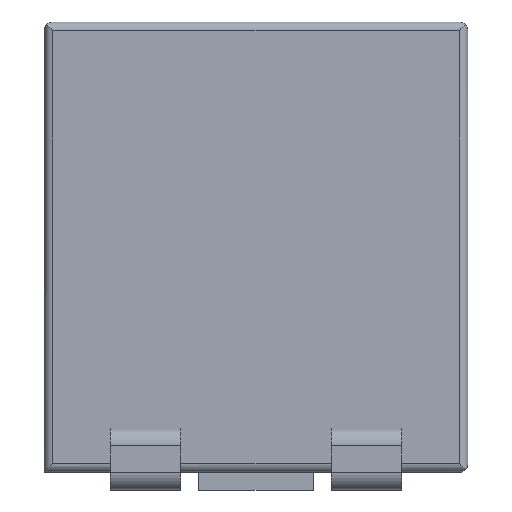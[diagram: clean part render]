
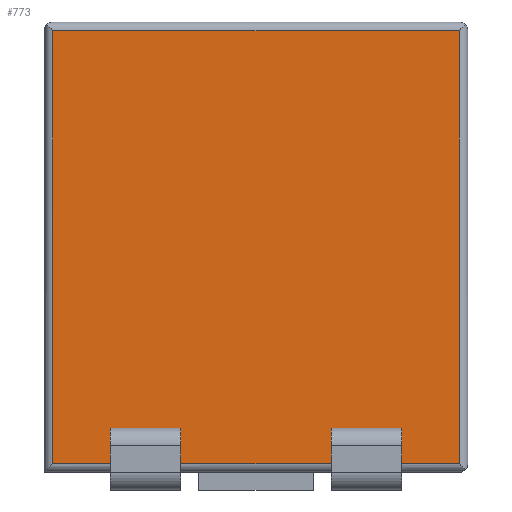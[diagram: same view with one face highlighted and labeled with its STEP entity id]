
A CAD part, left-side view. The second image highlights one B-rep face of the part: STEP entity #773.
In plain terms, the highlighted planar face has unit normal (-1, 0, 0).
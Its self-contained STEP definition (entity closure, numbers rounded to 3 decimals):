
#734=CARTESIAN_POINT('',(-1.75,-2.3,5.2));
#735=VERTEX_POINT('',#734);
#736=CARTESIAN_POINT('',(-1.75,-2.3,0.3));
#737=VERTEX_POINT('',#736);
#738=CARTESIAN_POINT('',(-1.75,-2.3,0.2));
#739=DIRECTION('',(0.0,0.0,-1.0));
#740=VECTOR('',#739,1.0);
#741=LINE('',#738,#740);
#742=EDGE_CURVE('n� 798',#735,#737,#741,.T.);
#743=ORIENTED_EDGE('',*,*,#742,.F.);
#744=CARTESIAN_POINT('',(-1.75,2.3,5.2));
#745=VERTEX_POINT('',#744);
#746=CARTESIAN_POINT('',(-1.75,-0.0,5.2));
#747=DIRECTION('',(0.0,-1.0,0.0));
#748=VECTOR('',#747,1.0);
#749=LINE('',#746,#748);
#750=EDGE_CURVE('n� 831',#745,#735,#749,.T.);
#751=ORIENTED_EDGE('',*,*,#750,.F.);
#752=CARTESIAN_POINT('',(-1.75,2.3,0.3));
#753=VERTEX_POINT('',#752);
#754=CARTESIAN_POINT('',(-1.75,2.3,0.2));
#755=DIRECTION('',(0.0,0.0,1.0));
#756=VECTOR('',#755,1.0);
#757=LINE('',#754,#756);
#758=EDGE_CURVE('n� 932',#753,#745,#757,.T.);
#759=ORIENTED_EDGE('',*,*,#758,.F.);
#760=CARTESIAN_POINT('',(-1.75,-0.0,0.3));
#761=DIRECTION('',(-0.0,1.0,0.0));
#762=VECTOR('',#761,1.0);
#763=LINE('',#760,#762);
#764=EDGE_CURVE('n� 757',#737,#753,#763,.T.);
#765=ORIENTED_EDGE('',*,*,#764,.F.);
#766=EDGE_LOOP('',(#743,#751,#759,#765));
#767=FACE_OUTER_BOUND('',#766,.T.);
#768=CARTESIAN_POINT('',(-1.75,-0.0,0.2));
#769=DIRECTION('',(-1.0,-0.0,0.0));
#770=DIRECTION('',(0.0,0.0,1.0));
#771=AXIS2_PLACEMENT_3D('',#768,#769,#770);
#772=PLANE('',#771);
#773=ADVANCED_FACE('n� 957',(#767),#772,.T.);
